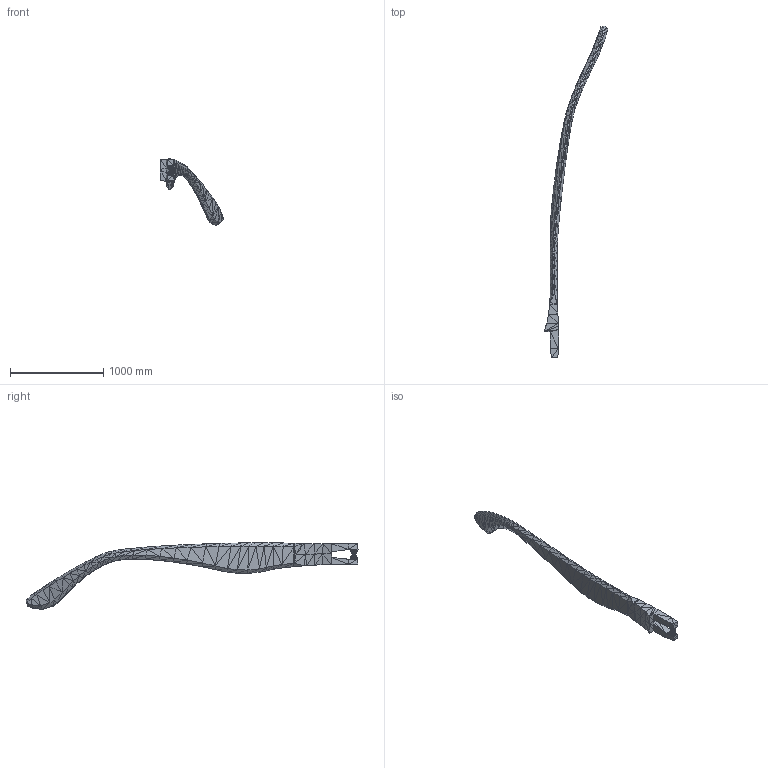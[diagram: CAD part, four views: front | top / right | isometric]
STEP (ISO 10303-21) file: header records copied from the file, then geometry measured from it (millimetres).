
FILE_DESCRIPTION(/* description */ (''),/* implementation_level */ '2;1');
FILE_NAME(/* name */ 'RArm.stp',/* time_stamp */ '2015-5-7T23:53:34.4773350',/* author */ ('Student'),/* organization */ (''),/* preprocessor_version */ 'InStep v2',/* originating_system */ 'InStep V2.3',/* authorisation */ '');
FILE_SCHEMA (('AUTOMOTIVE_DESIGN { 1 0 10303 214 1 1 1 1 }'));
Length unit declared in the file: centimetre
Products named in the file (1): None
Bounding box: 679.86 x 3555.9 x 709.14 mm (x, y, z)
Volume: 53087885.9 mm3; surface area: 2002636.5 mm2
Topology: 1 solids, 1 shells, 1792 faces, 2688 edges, 898 vertices
Faces by surface type: plane 1792
Entity records: 27962 total; most frequent: ORIENTED_EDGE 5376, DIRECTION 4109, LINE 2688, EDGE_CURVE 2688, VECTOR 2315, AXIS2_PLACEMENT_3D 1793, EDGE_LOOP 1792, FACE_OUTER_BOUND 1792
